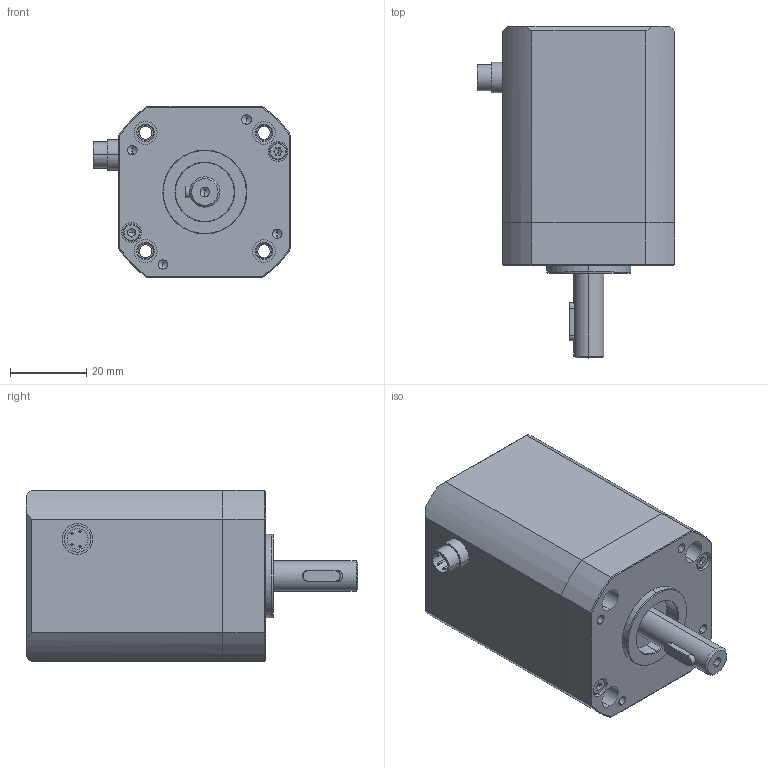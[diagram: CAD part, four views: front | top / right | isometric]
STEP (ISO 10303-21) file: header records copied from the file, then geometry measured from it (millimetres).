
FILE_DESCRIPTION (( 'STEP AP214' ), '1' );
FILE_NAME ('MAB17M-.50NX2F35 12.STEP', '2019-11-14T03:56:24', ( '' ), ( '' ), 'SwSTEP 2.0', 'SolidWorks 2018', '' );
FILE_SCHEMA (( 'AUTOMOTIVE_DESIGN' ));
Length unit declared in the file: millimetre
Products named in the file (13): MM3670 R4 Housing for brake MIS17x_SOLID; M8 connector; 3x3x10 Key; 62388110; _schr_geschl_62388110; Chaintail TI9021901; _klr_geschl_62388110; MAB17M-.50NX2F35 12; socket head cap screw 4762_din_EN ISO 4762 M2.5 x 16 - 16N; socket head cap screw 4762_din_EN ISO 4762 M2.5 x 4 - 4N; socket set screw flat point_din_DIN 913 - M8 x 8-N; MM3671 R4 Flange for brake MIS17x_Solid; MM3672 R4 Ø8 Shaft for brake MIS17x
Assembly tree (12 placements, depth 3):
  MAB17M-.50NX2F35 12
    Chaintail TI9021901
    MM3670 R4 Housing for brake MIS17x_SOLID
    MM3671 R4 Flange for brake MIS17x_Solid
    MM3672 R4 Ø8 Shaft for brake MIS17x
    socket set screw flat point_din_DIN 913 - M8 x 8-N
    M8 connector
    socket head cap screw 4762_din_EN ISO 4762 M2.5 x 4 - 4N
    socket head cap screw 4762_din_EN ISO 4762 M2.5 x 16 - 16N
    62388110
      _klr_geschl_62388110
      _schr_geschl_62388110
    3x3x10 Key
Bounding box: 51.7 x 86.9 x 45 mm (x, y, z)
Volume: 102368.9 mm3; surface area: 46888.9 mm2
Topology: 15 solids, 15 shells, 482 faces, 1150 edges, 720 vertices
Faces by surface type: cylinder 220, plane 166, cone 66, torus 26, bspline 4
Entity records: 15559 total; most frequent: CARTESIAN_POINT 2983, DIRECTION 2603, ORIENTED_EDGE 2256, EDGE_CURVE 1128, AXIS2_PLACEMENT_3D 1036, VERTEX_POINT 720, EDGE_LOOP 576, CIRCLE 542
